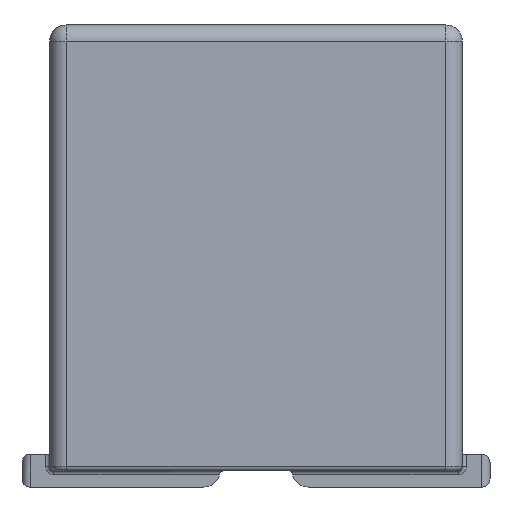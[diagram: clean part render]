
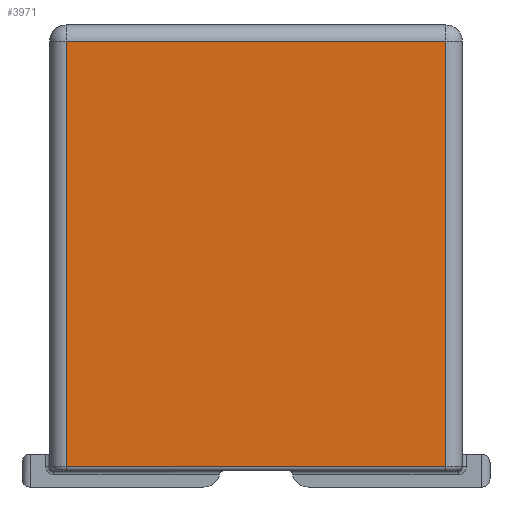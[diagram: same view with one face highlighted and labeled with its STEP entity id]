
A CAD part, front view. The second image highlights one B-rep face of the part: STEP entity #3971.
In plain terms, the highlighted planar face has unit normal (0, -1, 0).
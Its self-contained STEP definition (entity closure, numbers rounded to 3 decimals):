
#289 = CARTESIAN_POINT ( 'NONE',  ( 0.2, -12.6, 0.05 ) ) ;
#840 = CARTESIAN_POINT ( 'NONE',  ( 0.2, -12.6, 5.4 ) ) ;
#889 = CARTESIAN_POINT ( 'NONE',  ( 0., -12.6, 5.4 ) ) ;
#1509 = CARTESIAN_POINT ( 'NONE',  ( 0.2, -12.6, 5.2 ) ) ;
#1526 = EDGE_CURVE ( 'NONE', #9471, #13574, #7042, .T. ) ;
#1999 = FACE_OUTER_BOUND ( 'NONE', #2765, .T. ) ;
#2079 = CARTESIAN_POINT ( 'NONE',  ( 4.8, -12.6, 0.05 ) ) ;
#2390 = DIRECTION ( 'NONE',  ( -1., 0., 0. ) ) ;
#2537 = DIRECTION ( 'NONE',  ( 1., 0., 0. ) ) ;
#2684 = CARTESIAN_POINT ( 'NONE',  ( 0., -12.6, 0.05 ) ) ;
#2765 = EDGE_LOOP ( 'NONE', ( #13560, #13212, #6197, #7003 ) ) ;
#3971 = ADVANCED_FACE ( 'NONE', ( #1999 ), #4201, .F. ) ;
#4038 = VECTOR ( 'NONE', #2537, 1000. ) ;
#4201 = PLANE ( 'NONE',  #8328 ) ;
#5042 = DIRECTION ( 'NONE',  ( 0., 1., 0. ) ) ;
#5561 = DIRECTION ( 'NONE',  ( 0., 0., 1. ) ) ;
#5585 = VECTOR ( 'NONE', #2390, 1000. ) ;
#6197 = ORIENTED_EDGE ( 'NONE', *, *, #13517, .T. ) ;
#6549 = LINE ( 'NONE', #11978, #5585 ) ;
#6866 = VECTOR ( 'NONE', #11416, 1000. ) ;
#7003 = ORIENTED_EDGE ( 'NONE', *, *, #12139, .T. ) ;
#7042 = LINE ( 'NONE', #840, #6866 ) ;
#7367 = DIRECTION ( 'NONE',  ( 0., 0., 1. ) ) ;
#7539 = LINE ( 'NONE', #11845, #13866 ) ;
#7577 = CARTESIAN_POINT ( 'NONE',  ( 4.8, -12.6, 5.2 ) ) ;
#8328 = AXIS2_PLACEMENT_3D ( 'NONE', #889, #5042, #7367 ) ;
#9471 = VERTEX_POINT ( 'NONE', #1509 ) ;
#10098 = VERTEX_POINT ( 'NONE', #7577 ) ;
#10100 = VERTEX_POINT ( 'NONE', #2079 ) ;
#10936 = LINE ( 'NONE', #2684, #4038 ) ;
#11416 = DIRECTION ( 'NONE',  ( 0., 0., -1. ) ) ;
#11845 = CARTESIAN_POINT ( 'NONE',  ( 4.8, -12.6, 5.4 ) ) ;
#11978 = CARTESIAN_POINT ( 'NONE',  ( 0., -12.6, 5.2 ) ) ;
#12139 = EDGE_CURVE ( 'NONE', #10098, #9471, #6549, .T. ) ;
#13212 = ORIENTED_EDGE ( 'NONE', *, *, #13581, .T. ) ;
#13517 = EDGE_CURVE ( 'NONE', #10100, #10098, #7539, .T. ) ;
#13560 = ORIENTED_EDGE ( 'NONE', *, *, #1526, .T. ) ;
#13574 = VERTEX_POINT ( 'NONE', #289 ) ;
#13581 = EDGE_CURVE ( 'NONE', #13574, #10100, #10936, .T. ) ;
#13866 = VECTOR ( 'NONE', #5561, 1000. ) ;
